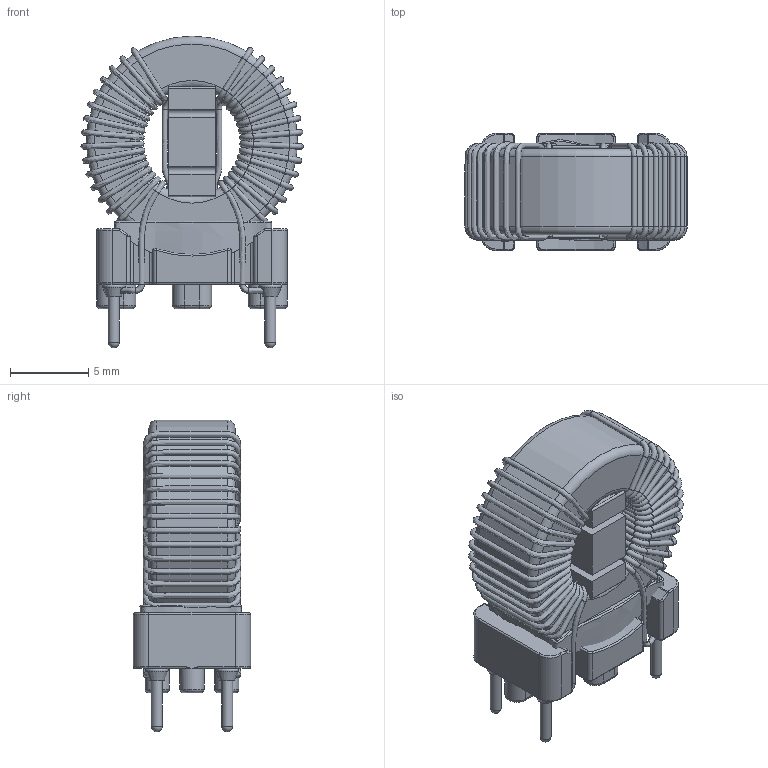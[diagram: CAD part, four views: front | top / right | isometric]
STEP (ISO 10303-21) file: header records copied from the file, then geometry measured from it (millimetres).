
FILE_DESCRIPTION( ( 'Unknown' ), '1' );
FILE_NAME( '744841210.stp', 'Unknown', ( 'Unknown' ), ( 'Unknown' ), 'PSStep 21.0.46', 'Unknown', ' ' );
FILE_SCHEMA( ( 'AUTOMOTIVE_DESIGN { 1 0 10303 214 1 1 1 1 }' ) );
Length unit declared in the file: millimetre
Products named in the file (12): Assem1; core2; base; Pin; Glue; Solderpoints; Spacer
Assembly tree (14 placements, depth 2):
  Assem1
    core2
    core2
    core2
    base
    Pin  x4
    Glue
    Solderpoints
    Solderpoints
    Solderpoints
    Solderpoints
    Spacer
Bounding box: 14.21 x 7.5 x 19.92 mm (x, y, z)
Volume: 1036.4 mm3; surface area: 2051.8 mm2
Topology: 14 solids, 14 shells, 459 faces, 995 edges, 570 vertices
Faces by surface type: cylinder 168, plane 95, torus 94, bspline 86, sphere 8, extrusion 4, cone 4
Full cylindrical faces by diameter (mm): 0.35 x61, 0.62 x8, 0.7 x4, 1 x4, 6.84 x1, 13.5 x1
Entity records: 59636 total; most frequent: CARTESIAN_POINT 47350, DIRECTION 1806, ORIENTED_EDGE 1580, EDGE_CURVE 790, AXIS2_PLACEMENT_3D 783, EDGE_LOOP 614, FACE_OUTER_BOUND 596, VERTEX_POINT 553
